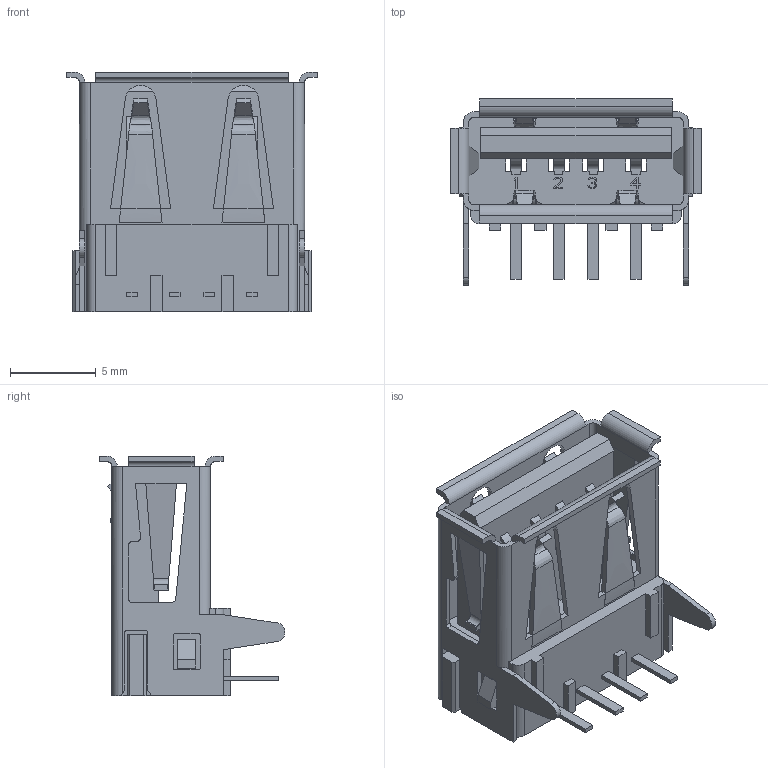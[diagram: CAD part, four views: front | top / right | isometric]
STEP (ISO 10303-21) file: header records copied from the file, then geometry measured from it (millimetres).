
FILE_DESCRIPTION(('STEP AP214'),'1');
FILE_NAME('6364372-1.stp','2022-07-30T01:35:56',('TraceParts'),('TraceParts S.A.'),'Spatial InterOp 3D',' ',' ');
FILE_SCHEMA(('AUTOMOTIVE_DESIGN { 1 0 10303 214 1 1 1 1 }'));
Length unit declared in the file: millimetre
Products named in the file (1): 6364372-1
Bounding box: 14.63 x 10.85 x 14 mm (x, y, z)
Volume: 629.7 mm3; surface area: 1434.5 mm2
Topology: 1 solids, 1 shells, 559 faces, 1511 edges, 970 vertices
Faces by surface type: plane 428, cylinder 69, bspline 60, extrusion 2
Entity records: 13535 total; most frequent: ORIENTED_EDGE 3022, CARTESIAN_POINT 3015, EDGE_CURVE 1511, LINE 1267, VERTEX_POINT 970, EDGE_LOOP 611, ADVANCED_FACE 559, FACE_OUTER_BOUND 559
